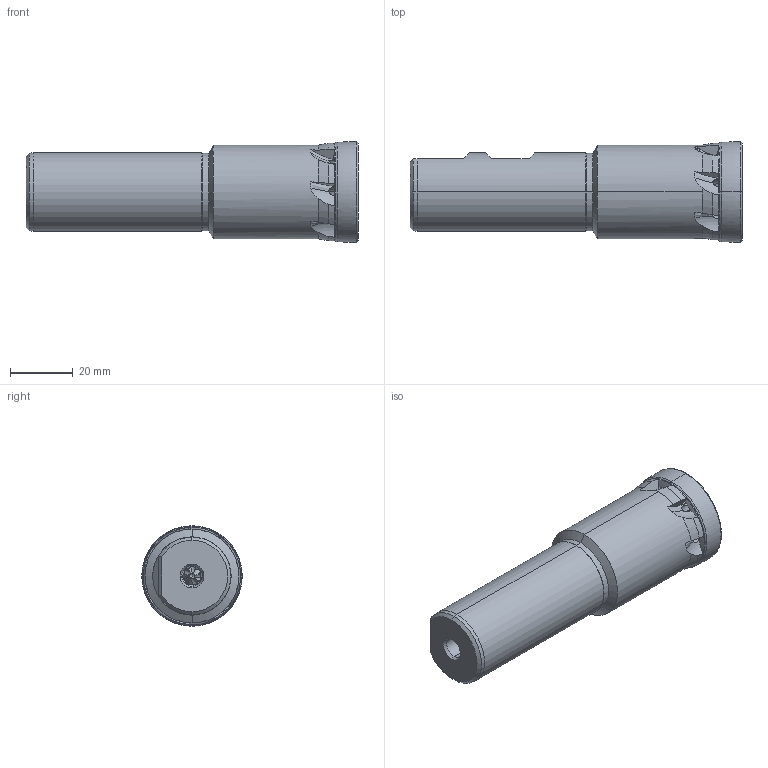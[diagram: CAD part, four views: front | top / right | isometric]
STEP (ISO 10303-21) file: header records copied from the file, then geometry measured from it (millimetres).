
FILE_DESCRIPTION (( 'STEP AP214' ), '1' );
FILE_NAME ('90PP-32-46-63-7.STEP', '2012-01-03T09:24:05', ( '' ), ( '' ), 'SwSTEP 2.0', 'SolidWorks 2011', '' );
FILE_SCHEMA (( 'AUTOMOTIVE_DESIGN' ));
Length unit declared in the file: millimetre
Products named in the file (1): 90PP-32-46-63-7
Bounding box: 106 x 31.97 x 32 mm (x, y, z)
Volume: 57516.6 mm3; surface area: 13620.3 mm2
Topology: 1 solids, 1 shells, 158 faces, 450 edges, 280 vertices
Faces by surface type: cone 53, plane 44, cylinder 39, torus 15, bspline 7
Entity records: 5934 total; most frequent: CARTESIAN_POINT 2173, ORIENTED_EDGE 892, DIRECTION 660, EDGE_CURVE 446, VERTEX_POINT 280, AXIS2_PLACEMENT_3D 270, B_SPLINE_CURVE_WITH_KNOTS 184, EDGE_LOOP 162
